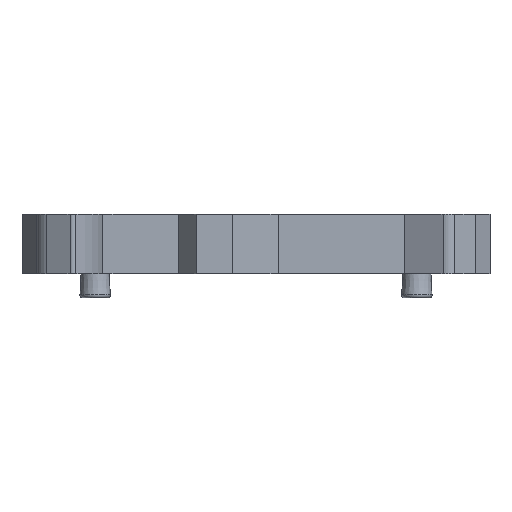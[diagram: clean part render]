
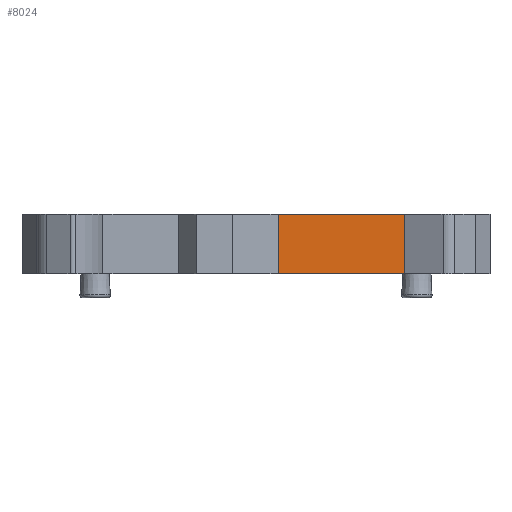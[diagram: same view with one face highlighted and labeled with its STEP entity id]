
A CAD part, front view. The second image highlights one B-rep face of the part: STEP entity #8024.
In plain terms, the highlighted planar face has unit normal (0, -1, 0).
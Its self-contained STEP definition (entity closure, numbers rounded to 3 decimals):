
#50=DIRECTION('',(-1.,0.,0.));
#51=VECTOR('',#50,14.514);
#52=CARTESIAN_POINT('',(16.784,-39.55,0.));
#53=LINE('',#52,#51);
#1313=DIRECTION('',(-1.,0.,0.));
#1314=VECTOR('',#1313,14.514);
#1315=CARTESIAN_POINT('',(16.784,-39.55,-6.1));
#1316=LINE('',#1315,#1314);
#2869=DIRECTION('',(0.,0.,-1.));
#2870=VECTOR('',#2869,6.1);
#2871=CARTESIAN_POINT('',(2.27,-39.55,0.));
#2872=LINE('',#2871,#2870);
#2873=DIRECTION('',(0.,0.,-1.));
#2874=VECTOR('',#2873,6.1);
#2875=CARTESIAN_POINT('',(16.784,-39.55,0.));
#2876=LINE('',#2875,#2874);
#3933=CARTESIAN_POINT('',(16.784,-39.55,0.));
#3934=VERTEX_POINT('',#3933);
#3935=CARTESIAN_POINT('',(2.27,-39.55,0.));
#3936=VERTEX_POINT('',#3935);
#3957=CARTESIAN_POINT('',(16.784,-39.55,-6.1));
#3958=VERTEX_POINT('',#3957);
#3959=CARTESIAN_POINT('',(2.27,-39.55,-6.1));
#3960=VERTEX_POINT('',#3959);
#8012=CARTESIAN_POINT('',(16.784,-39.55,0.));
#8013=DIRECTION('',(0.,1.,0.));
#8014=DIRECTION('',(-1.,0.,0.));
#8015=AXIS2_PLACEMENT_3D('',#8012,#8013,#8014);
#8016=PLANE('',#8015);
#8017=ORIENTED_EDGE('',*,*,#4050,.F.);
#8019=ORIENTED_EDGE('',*,*,#8018,.T.);
#8020=ORIENTED_EDGE('',*,*,#5240,.T.);
#8021=ORIENTED_EDGE('',*,*,#8005,.F.);
#8022=EDGE_LOOP('',(#8017,#8019,#8020,#8021));
#8023=FACE_OUTER_BOUND('',#8022,.F.);
#8024=ADVANCED_FACE('',(#8023),#8016,.F.);
#4050=EDGE_CURVE('',#3934,#3936,#53,.T.);
#5240=EDGE_CURVE('',#3958,#3960,#1316,.T.);
#8005=EDGE_CURVE('',#3936,#3960,#2872,.T.);
#8018=EDGE_CURVE('',#3934,#3958,#2876,.T.);
